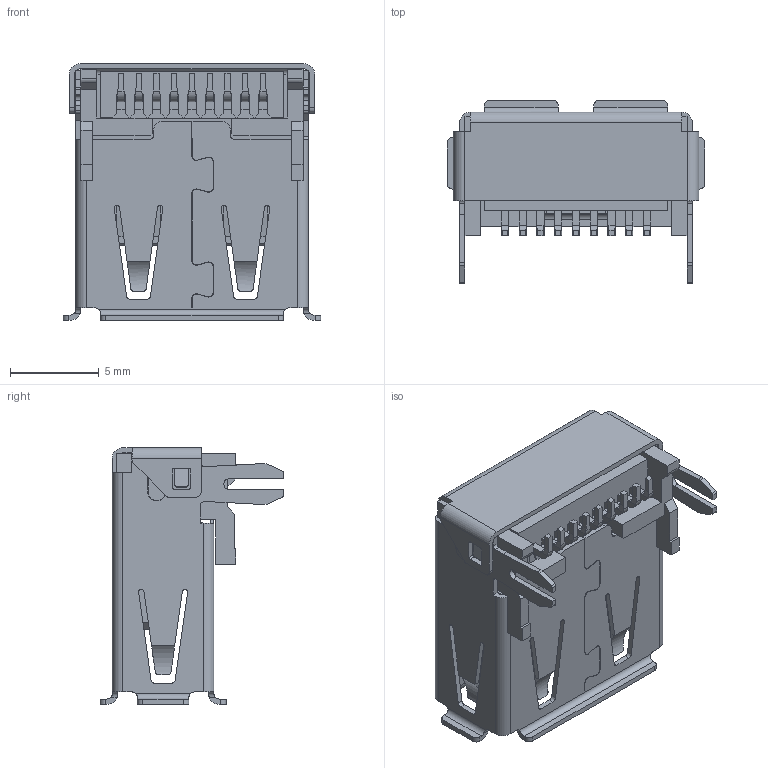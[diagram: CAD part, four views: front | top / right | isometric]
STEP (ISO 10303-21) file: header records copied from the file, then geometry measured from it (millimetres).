
FILE_DESCRIPTION(('STEP AP214'),'1');
FILE_NAME('ausb3-afn-psr1.stp','2018-11-15T10:50:07',('TraceParts'),('TraceParts S.A.'),'Spatial InterOp 3D',' ',' ');
FILE_SCHEMA(('AUTOMOTIVE_DESIGN { 1 0 10303 214 1 1 1 1 }'));
Length unit declared in the file: millimetre
Products named in the file (1): ausb3-afn-psr1_1
Bounding box: 14.5 x 10.35 x 14.45 mm (x, y, z)
Volume: 541.7 mm3; surface area: 1767.9 mm2
Topology: 7 solids, 7 shells, 809 faces, 2298 edges, 1492 vertices
Faces by surface type: plane 564, cylinder 243, cone 2
Entity records: 26193 total; most frequent: CARTESIAN_POINT 5050, ORIENTED_EDGE 4592, DIRECTION 4230, EDGE_CURVE 2296, LINE 1742, VECTOR 1742, VERTEX_POINT 1492, AXIS2_PLACEMENT_3D 1244
